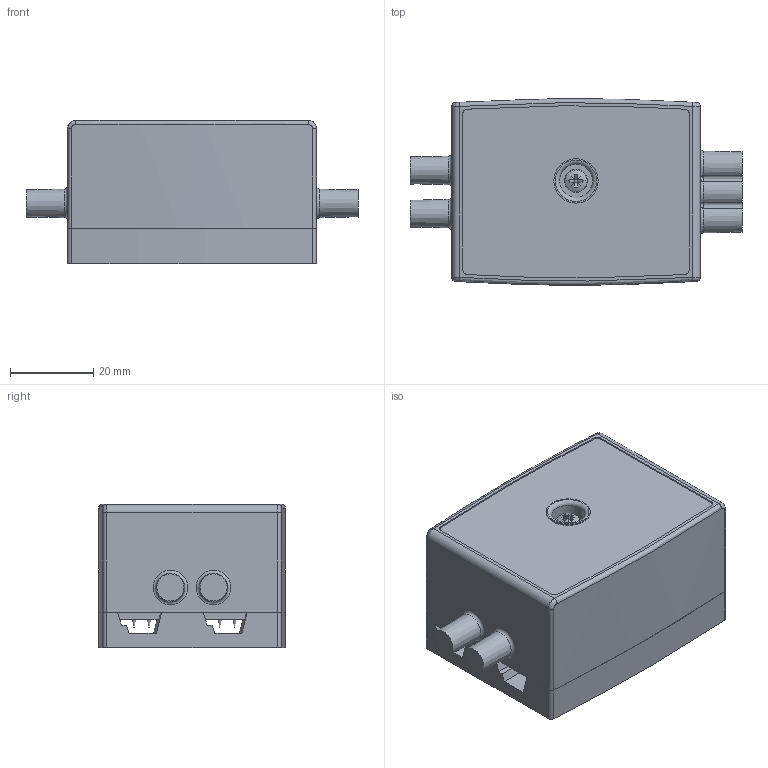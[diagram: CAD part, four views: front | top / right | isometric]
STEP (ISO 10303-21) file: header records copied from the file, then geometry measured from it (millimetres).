
FILE_DESCRIPTION(/* description */ ('Alibre Inc.'),/* implementation_level */ '2;1');
FILE_NAME(/* name */ 'export-5F994A42-5CBE-4282-B650-2A99620E82DC',/* time_stamp */ '2020-04-02T12:03:40+02:00',/* author */ (''),/* organization */ (''),/* preprocessor_version */ 'ST-DEVELOPER v17',/* originating_system */ 'Alibre',/* authorisation */ '');
FILE_SCHEMA (('AUTOMOTIVE_DESIGN'));
Length unit declared in the file: millimetre
Products named in the file (4): 2; BENE INOX | 210216-3X30
Bounding box: 80 x 44.97 x 34.5 mm (x, y, z)
Volume: 87138.1 mm3; surface area: 21193.9 mm2
Topology: 3 solids, 4 shells, 234 faces, 553 edges, 356 vertices
Faces by surface type: plane 119, bspline 34, cylinder 32, cone 24, torus 23, sphere 2
Full cylindrical faces by diameter (mm): 3 x1, 3.18 x4, 3.5 x2, 8 x1, 10.67 x1
Entity records: 10233 total; most frequent: CARTESIAN_POINT 5186, ORIENTED_EDGE 1002, DIRECTION 861, EDGE_CURVE 501, AXIS2_PLACEMENT_3D 377, VERTEX_POINT 348, EDGE_LOOP 317, FACE_BOUND 317
